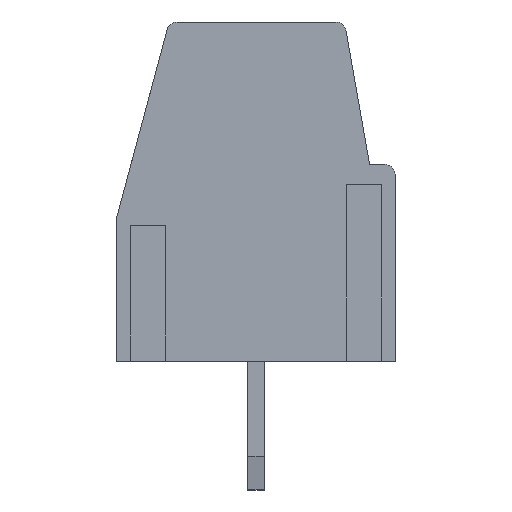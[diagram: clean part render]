
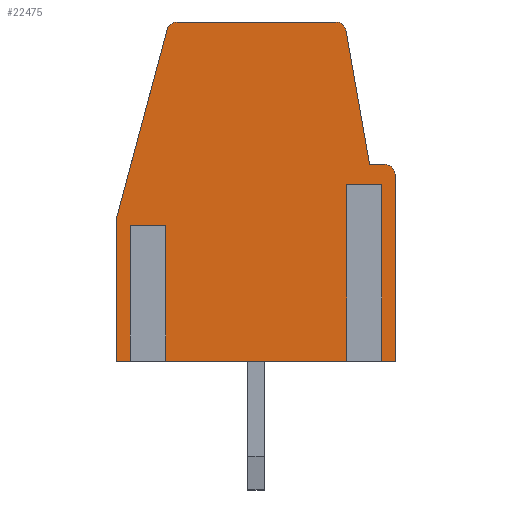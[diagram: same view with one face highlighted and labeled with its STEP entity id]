
A CAD part, left-side view. The second image highlights one B-rep face of the part: STEP entity #22475.
In plain terms, the highlighted planar face has unit normal (-1, 0, 0).
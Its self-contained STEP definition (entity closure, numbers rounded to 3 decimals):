
#20270 = EDGE_CURVE('',#20271,#20273,#20275,.T.);
#20271 = VERTEX_POINT('',#20272);
#20272 = CARTESIAN_POINT('',(-50.799,2.626,9.792));
#20273 = VERTEX_POINT('',#20274);
#20274 = CARTESIAN_POINT('',(-50.799,2.336,10.014));
#20275 = CIRCLE('',#20276,0.3);
#20276 = AXIS2_PLACEMENT_3D('',#20277,#20278,#20279);
#20277 = CARTESIAN_POINT('',(-50.799,2.336,9.714));
#20278 = DIRECTION('',(1.,0.,0.));
#20279 = DIRECTION('',(0.,1.,0.));
#21275 = VERTEX_POINT('',#21276);
#21276 = CARTESIAN_POINT('',(-50.799,-4.093,0.014));
#21282 = EDGE_CURVE('',#21275,#21283,#21285,.T.);
#21283 = VERTEX_POINT('',#21284);
#21284 = CARTESIAN_POINT('',(-50.799,-3.481,0.014));
#21285 = LINE('',#21286,#21287);
#21286 = CARTESIAN_POINT('',(-50.799,-4.093,0.014));
#21287 = VECTOR('',#21288,1.);
#21288 = DIRECTION('',(0.,1.,0.));
#21307 = VERTEX_POINT('',#21308);
#21308 = CARTESIAN_POINT('',(-50.799,-2.881,0.014));
#21314 = EDGE_CURVE('',#21307,#21315,#21317,.T.);
#21315 = VERTEX_POINT('',#21316);
#21316 = CARTESIAN_POINT('',(-50.799,2.894,0.014));
#21317 = LINE('',#21318,#21319);
#21318 = CARTESIAN_POINT('',(-50.799,-4.093,0.014));
#21319 = VECTOR('',#21320,1.);
#21320 = DIRECTION('',(0.,1.,0.));
#21339 = VERTEX_POINT('',#21340);
#21340 = CARTESIAN_POINT('',(-50.799,3.494,0.014));
#21346 = EDGE_CURVE('',#21339,#21347,#21349,.T.);
#21347 = VERTEX_POINT('',#21348);
#21348 = CARTESIAN_POINT('',(-50.799,4.107,0.014));
#21349 = LINE('',#21350,#21351);
#21350 = CARTESIAN_POINT('',(-50.799,-4.093,0.014));
#21351 = VECTOR('',#21352,1.);
#21352 = DIRECTION('',(0.,1.,0.));
#22417 = VERTEX_POINT('',#22418);
#22418 = CARTESIAN_POINT('',(-50.799,4.107,4.264));
#22424 = EDGE_CURVE('',#22417,#20271,#22425,.T.);
#22425 = LINE('',#22426,#22427);
#22426 = CARTESIAN_POINT('',(-50.799,4.107,4.264));
#22427 = VECTOR('',#22428,1.);
#22428 = DIRECTION('',(0.,-0.259,0.966));
#22439 = EDGE_CURVE('',#21347,#22417,#22440,.T.);
#22440 = LINE('',#22441,#22442);
#22441 = CARTESIAN_POINT('',(-50.799,4.107,0.014));
#22442 = VECTOR('',#22443,1.);
#22443 = DIRECTION('',(0.,0.,1.));
#22475 = ADVANCED_FACE('',(#22476),#22576,.F.);
#22476 = FACE_BOUND('',#22477,.T.);
#22477 = EDGE_LOOP('',(#22478,#22486,#22494,#22500,#22501,#22509,#22518,
    #22526,#22534,#22543,#22549,#22550,#22551,#22552,#22553,#22561,
    #22569,#22575));
#22478 = ORIENTED_EDGE('',*,*,#22479,.F.);
#22479 = EDGE_CURVE('',#22480,#21307,#22482,.T.);
#22480 = VERTEX_POINT('',#22481);
#22481 = CARTESIAN_POINT('',(-50.799,-2.881,5.214));
#22482 = LINE('',#22483,#22484);
#22483 = CARTESIAN_POINT('',(-50.799,-2.881,5.814));
#22484 = VECTOR('',#22485,1.);
#22485 = DIRECTION('',(0.,0.,-1.));
#22486 = ORIENTED_EDGE('',*,*,#22487,.F.);
#22487 = EDGE_CURVE('',#22488,#22480,#22490,.T.);
#22488 = VERTEX_POINT('',#22489);
#22489 = CARTESIAN_POINT('',(-50.799,-3.481,5.214));
#22490 = LINE('',#22491,#22492);
#22491 = CARTESIAN_POINT('',(-50.799,-4.093,5.214));
#22492 = VECTOR('',#22493,1.);
#22493 = DIRECTION('',(0.,1.,0.));
#22494 = ORIENTED_EDGE('',*,*,#22495,.F.);
#22495 = EDGE_CURVE('',#21283,#22488,#22496,.T.);
#22496 = LINE('',#22497,#22498);
#22497 = CARTESIAN_POINT('',(-50.799,-3.481,5.814));
#22498 = VECTOR('',#22499,1.);
#22499 = DIRECTION('',(0.,0.,1.));
#22500 = ORIENTED_EDGE('',*,*,#21282,.F.);
#22501 = ORIENTED_EDGE('',*,*,#22502,.F.);
#22502 = EDGE_CURVE('',#22503,#21275,#22505,.T.);
#22503 = VERTEX_POINT('',#22504);
#22504 = CARTESIAN_POINT('',(-50.799,-4.093,5.514));
#22505 = LINE('',#22506,#22507);
#22506 = CARTESIAN_POINT('',(-50.799,-4.093,5.814));
#22507 = VECTOR('',#22508,1.);
#22508 = DIRECTION('',(0.,0.,-1.));
#22509 = ORIENTED_EDGE('',*,*,#22510,.F.);
#22510 = EDGE_CURVE('',#22511,#22503,#22513,.T.);
#22511 = VERTEX_POINT('',#22512);
#22512 = CARTESIAN_POINT('',(-50.799,-3.793,5.814));
#22513 = CIRCLE('',#22514,0.3);
#22514 = AXIS2_PLACEMENT_3D('',#22515,#22516,#22517);
#22515 = CARTESIAN_POINT('',(-50.799,-3.793,5.514));
#22516 = DIRECTION('',(1.,0.,0.));
#22517 = DIRECTION('',(0.,1.,0.));
#22518 = ORIENTED_EDGE('',*,*,#22519,.F.);
#22519 = EDGE_CURVE('',#22520,#22511,#22522,.T.);
#22520 = VERTEX_POINT('',#22521);
#22521 = CARTESIAN_POINT('',(-50.799,-3.343,5.814));
#22522 = LINE('',#22523,#22524);
#22523 = CARTESIAN_POINT('',(-50.799,-3.343,5.814));
#22524 = VECTOR('',#22525,1.);
#22525 = DIRECTION('',(0.,-1.,0.));
#22526 = ORIENTED_EDGE('',*,*,#22527,.F.);
#22527 = EDGE_CURVE('',#22528,#22520,#22530,.T.);
#22528 = VERTEX_POINT('',#22529);
#22529 = CARTESIAN_POINT('',(-50.799,-2.646,9.766));
#22530 = LINE('',#22531,#22532);
#22531 = CARTESIAN_POINT('',(-50.799,-2.646,9.766));
#22532 = VECTOR('',#22533,1.);
#22533 = DIRECTION('',(0.,-0.174,-0.985));
#22534 = ORIENTED_EDGE('',*,*,#22535,.F.);
#22535 = EDGE_CURVE('',#22536,#22528,#22538,.T.);
#22536 = VERTEX_POINT('',#22537);
#22537 = CARTESIAN_POINT('',(-50.799,-2.351,10.014));
#22538 = CIRCLE('',#22539,0.3);
#22539 = AXIS2_PLACEMENT_3D('',#22540,#22541,#22542);
#22540 = CARTESIAN_POINT('',(-50.799,-2.351,9.714));
#22541 = DIRECTION('',(1.,0.,0.));
#22542 = DIRECTION('',(0.,1.,0.));
#22543 = ORIENTED_EDGE('',*,*,#22544,.F.);
#22544 = EDGE_CURVE('',#20273,#22536,#22545,.T.);
#22545 = LINE('',#22546,#22547);
#22546 = CARTESIAN_POINT('',(-50.799,-4.093,10.014));
#22547 = VECTOR('',#22548,1.);
#22548 = DIRECTION('',(0.,-1.,0.));
#22549 = ORIENTED_EDGE('',*,*,#20270,.F.);
#22550 = ORIENTED_EDGE('',*,*,#22424,.F.);
#22551 = ORIENTED_EDGE('',*,*,#22439,.F.);
#22552 = ORIENTED_EDGE('',*,*,#21346,.F.);
#22553 = ORIENTED_EDGE('',*,*,#22554,.F.);
#22554 = EDGE_CURVE('',#22555,#21339,#22557,.T.);
#22555 = VERTEX_POINT('',#22556);
#22556 = CARTESIAN_POINT('',(-50.799,3.494,4.014));
#22557 = LINE('',#22558,#22559);
#22558 = CARTESIAN_POINT('',(-50.799,3.494,5.814));
#22559 = VECTOR('',#22560,1.);
#22560 = DIRECTION('',(0.,0.,-1.));
#22561 = ORIENTED_EDGE('',*,*,#22562,.F.);
#22562 = EDGE_CURVE('',#22563,#22555,#22565,.T.);
#22563 = VERTEX_POINT('',#22564);
#22564 = CARTESIAN_POINT('',(-50.799,2.894,4.014));
#22565 = LINE('',#22566,#22567);
#22566 = CARTESIAN_POINT('',(-50.799,-4.093,4.014));
#22567 = VECTOR('',#22568,1.);
#22568 = DIRECTION('',(0.,1.,0.));
#22569 = ORIENTED_EDGE('',*,*,#22570,.F.);
#22570 = EDGE_CURVE('',#21315,#22563,#22571,.T.);
#22571 = LINE('',#22572,#22573);
#22572 = CARTESIAN_POINT('',(-50.799,2.894,5.814));
#22573 = VECTOR('',#22574,1.);
#22574 = DIRECTION('',(0.,0.,1.));
#22575 = ORIENTED_EDGE('',*,*,#21314,.F.);
#22576 = PLANE('',#22577);
#22577 = AXIS2_PLACEMENT_3D('',#22578,#22579,#22580);
#22578 = CARTESIAN_POINT('',(-50.799,-4.093,5.814));
#22579 = DIRECTION('',(1.,0.,0.));
#22580 = DIRECTION('',(0.,1.,0.));
